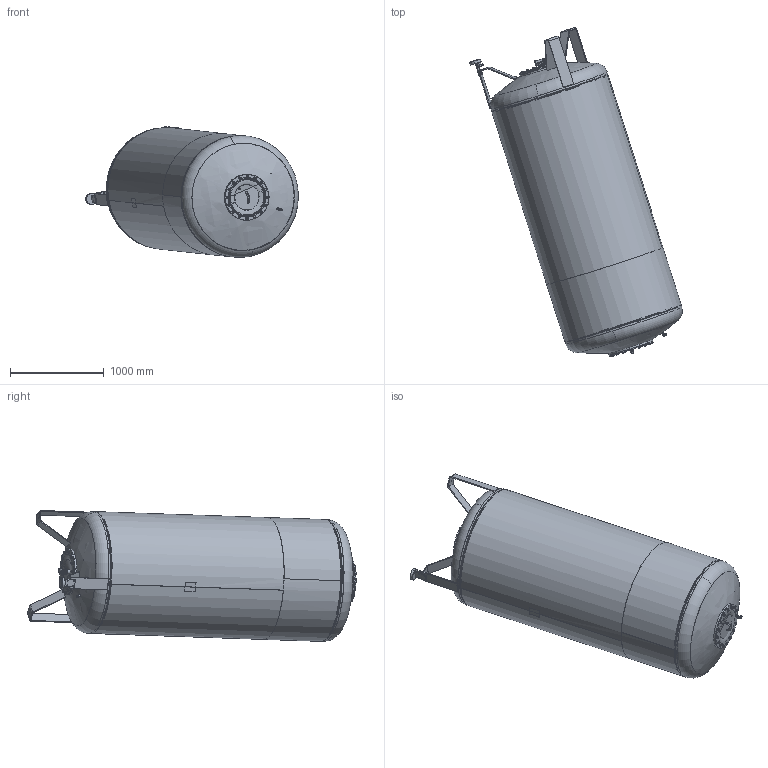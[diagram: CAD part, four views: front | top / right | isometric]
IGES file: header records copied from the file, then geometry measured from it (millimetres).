
Global section: file name: No Iges File Name specified; native system: Autodesk Inventor 2009; preprocessor: AutoDesk Inventor Iges Exporter R2009; author: CADJOBServer; date: 20091012.094148; units: millimetre
Bounding box: 2269.33 x 3508.31 x 1395.94 mm (x, y, z)
Volume: 4186382.7 mm3; surface area: 45773743.1 mm2
Topology: 46 solids, 47 shells, 2337 faces, 5773 edges, 3687 vertices
Faces by surface type: plane 878, bspline 393, cone 343, cylinder 328, revolution 317, torus 67, sphere 11
Full cylindrical faces by diameter (mm): 490 x1
